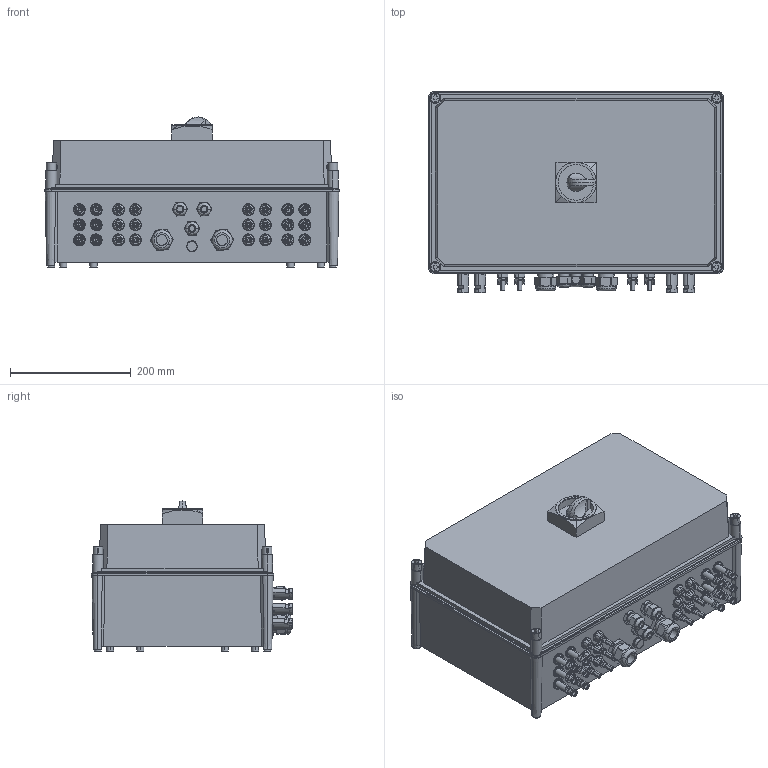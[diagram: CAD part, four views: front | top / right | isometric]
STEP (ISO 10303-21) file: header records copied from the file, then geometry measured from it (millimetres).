
FILE_DESCRIPTION(('CATIA V5 STEP Exchange','CAx-IF Rec.Pracs.--- Model Styling and Organization---1.4--- 2014-01-23'),'2;1');
FILE_NAME ('D1427420_1', '2020-06-17T12:54:54+00:00', ('none'), ('Weidmueller'), 'CATIA Version 5-6 Release 2016 SP3 HF44', 'CATIA V5 STEP AP214', 'none');
FILE_SCHEMA(('AUTOMOTIVE_DESIGN { 1 0 10303 214 1 1 1 1 }'));
Products named in the file (1): S3D_PVN1_M1_I6_S1_WM4C
Bounding box: 488 x 333.31 x 248.26 mm (x, y, z)
Volume: 26836711.6 mm3; surface area: 1079699.9 mm2
Topology: 38 solids, 38 shells, 2742 faces, 8272 edges, 5719 vertices
Faces by surface type: plane 1447, cylinder 925, cone 292, sphere 38, revolution 26, torus 8, bspline 6
Entity records: 98682 total; most frequent: CARTESIAN_POINT 28969, ORIENTED_EDGE 16528, DIRECTION 9651, EDGE_CURVE 8264, VERTEX_POINT 5719, AXIS2_PLACEMENT_3D 4077, VECTOR 3749, LINE 3749
